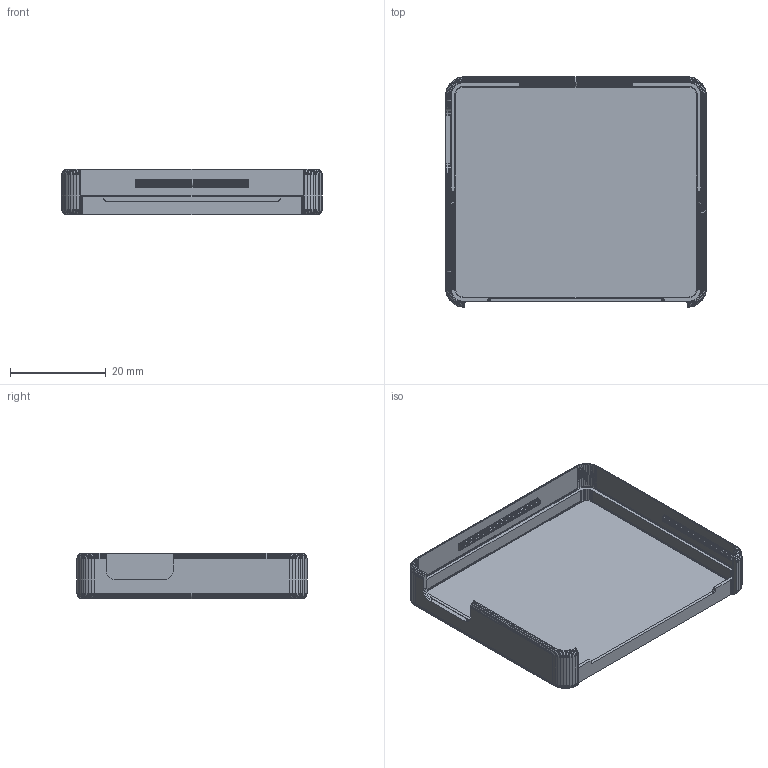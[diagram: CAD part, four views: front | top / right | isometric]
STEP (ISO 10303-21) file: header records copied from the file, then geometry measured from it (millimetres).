
FILE_DESCRIPTION(('FreeCAD Model'),'2;1');
FILE_NAME('Open CASCADE Shape Model','2024-10-05T16:54:34',(''),(''), 'Open CASCADE STEP processor 7.6','FreeCAD','Unknown');
FILE_SCHEMA(('AP242_MANAGED_MODEL_BASED_3D_ENGINEERING_MIM_LF. {1 0 10303 442 1 1 4 }'));
Products named in the file (1): PEEKO_Brute_housing002
Bounding box: 54.47 x 48.12 x 9.58 mm (x, y, z)
Surface area: 7803.4 mm2 (no closed solid volume)
Topology: 0 solids, 1 shells, 3161 faces, 5152 edges, 1994 vertices
Faces by surface type: plane 3161
Entity records: 65372 total; most frequent: DIRECTION 11476, CARTESIAN_POINT 10308, ORIENTED_EDGE 10304, EDGE_CURVE 5152, LINE 5152, VECTOR 5152, AXIS2_PLACEMENT_3D 3162, FACE_BOUND 3162
